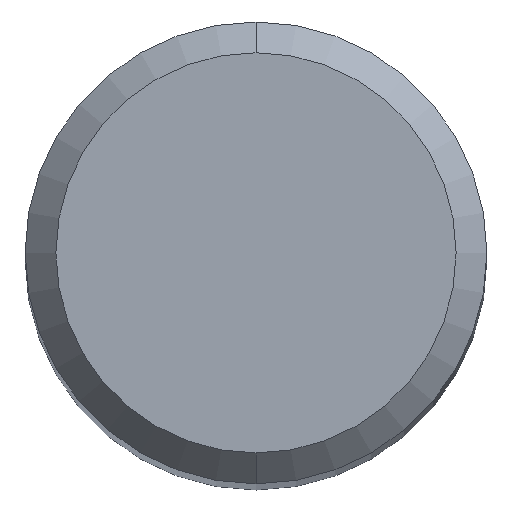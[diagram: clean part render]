
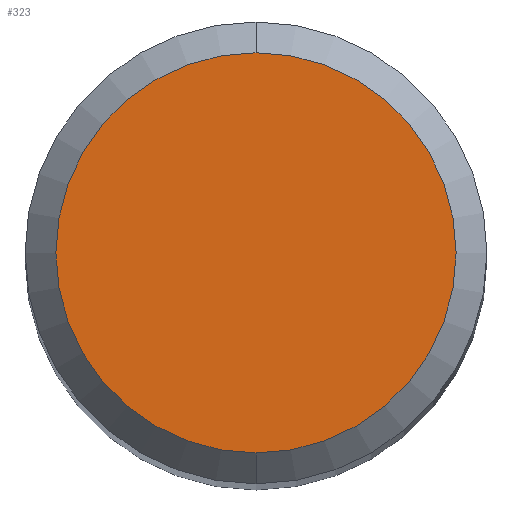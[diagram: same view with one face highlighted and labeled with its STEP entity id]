
A CAD part, top view. The second image highlights one B-rep face of the part: STEP entity #323.
In plain terms, the highlighted planar face has unit normal (0, 0, 1).
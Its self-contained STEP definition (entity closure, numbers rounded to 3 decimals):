
#169=VERTEX_POINT('',#460);
#175=EDGE_CURVE('',#415,#169,#466,.T.);
#215=EDGE_CURVE('',#169,#415,#507,.T.);
#323=ADVANCED_FACE('',(#630),#631,.T.);
#415=VERTEX_POINT('',#731);
#460=CARTESIAN_POINT('',(0.,-2.6,45.48));
#466=CIRCLE('',#805,2.6);
#507=CIRCLE('',#948,2.6);
#630=FACE_OUTER_BOUND('',#1187,.T.);
#631=PLANE('',#1188);
#731=CARTESIAN_POINT('',(0.0,2.6,45.48));
#805=AXIS2_PLACEMENT_3D('',#1405,#1406,#1407);
#948=AXIS2_PLACEMENT_3D('',#1429,#1430,#1431);
#1187=EDGE_LOOP('',(#1586,#1587));
#1188=AXIS2_PLACEMENT_3D('',#1588,#1589,#1590);
#1405=CARTESIAN_POINT('',(0.0,0.0,45.48));
#1406=DIRECTION('',(0.0,0.0,-1.0));
#1407=DIRECTION('',(0.0,1.0,0.0));
#1429=CARTESIAN_POINT('',(0.0,0.0,45.48));
#1430=DIRECTION('',(0.0,0.0,-1.0));
#1431=DIRECTION('',(0.0,1.0,0.0));
#1586=ORIENTED_EDGE('',*,*,#175,.F.);
#1587=ORIENTED_EDGE('',*,*,#215,.F.);
#1588=CARTESIAN_POINT('',(0.0,1.3,45.48));
#1589=DIRECTION('',(-0.0,0.0,1.0));
#1590=DIRECTION('',(0.0,-1.0,0.0));
